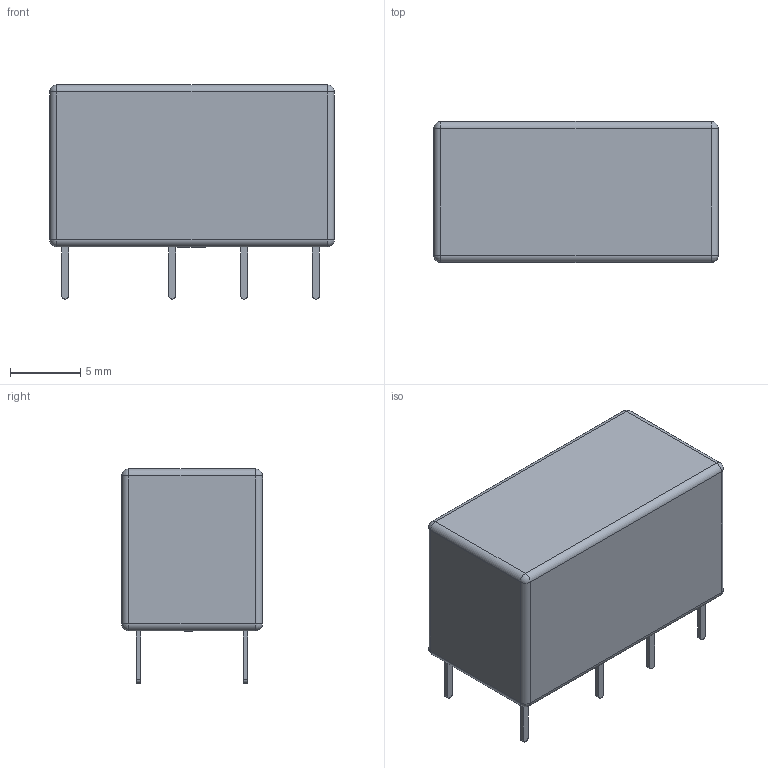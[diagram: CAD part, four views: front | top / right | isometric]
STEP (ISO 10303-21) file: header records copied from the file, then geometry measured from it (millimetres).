
FILE_DESCRIPTION (( 'STEP AP214' ), '1' );
FILE_NAME ('RELAY-TH_M4S-XXHA.step', '2022-07-09T13:46:10', ( '' ), ( '' ), 'SwSTEP 2.0', 'SolidWorks 2020', '' );
FILE_SCHEMA (( 'AUTOMOTIVE_DESIGN' ));
Length unit declared in the file: millimetre
Products named in the file (1): RELAY-TH_M4S-XXHA
Bounding box: 20.2 x 10.01 x 15.2 mm (x, y, z)
Volume: 2318.6 mm3; surface area: 1112.7 mm2
Topology: 14 solids, 14 shells, 364 faces, 935 edges, 610 vertices
Faces by surface type: plane 220, bspline 112, cylinder 24, sphere 8
Entity records: 15560 total; most frequent: CARTESIAN_POINT 4006, ORIENTED_EDGE 1854, DIRECTION 1253, EDGE_CURVE 927, VECTOR 651, LINE 651, VERTEX_POINT 610, EDGE_LOOP 387
